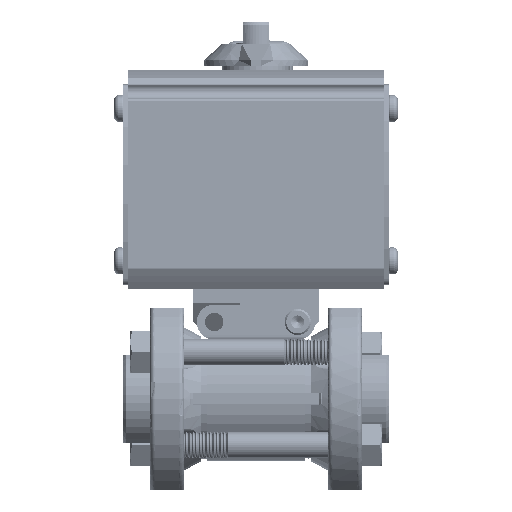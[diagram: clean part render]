
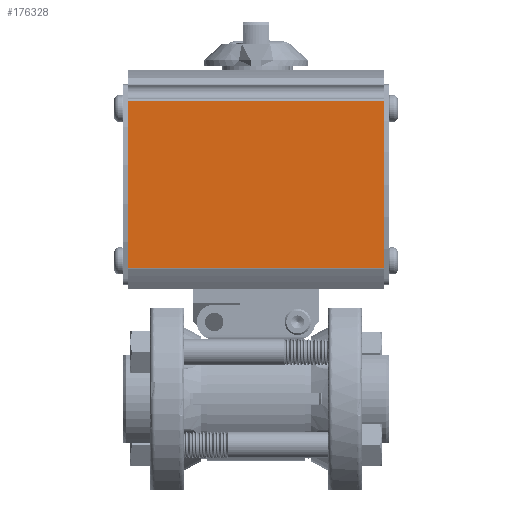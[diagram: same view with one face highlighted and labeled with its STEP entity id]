
A CAD part, top view. The second image highlights one B-rep face of the part: STEP entity #176328.
In plain terms, the highlighted planar face has unit normal (0, 0, 1).
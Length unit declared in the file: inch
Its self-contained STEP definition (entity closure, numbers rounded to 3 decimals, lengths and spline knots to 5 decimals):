
#1019 = ORIENTED_EDGE ( 'NONE', *, *, #116446, .F. ) ;
#2503 = EDGE_CURVE ( 'NONE', #21988, #171073, #169151, .T. ) ;
#6797 = VECTOR ( 'NONE', #104740, 39.37008 ) ;
#21988 = VERTEX_POINT ( 'NONE', #53785 ) ;
#23065 = VECTOR ( 'NONE', #175751, 39.37008 ) ;
#24126 = CARTESIAN_POINT ( 'NONE',  ( -1.5275, 3.56213, 1.17 ) ) ;
#24406 = EDGE_CURVE ( 'NONE', #106474, #168717, #27941, .T. ) ;
#27941 = LINE ( 'NONE', #128744, #23065 ) ;
#30532 = EDGE_LOOP ( 'NONE', ( #1019, #35932, #141123, #191390 ) ) ;
#35932 = ORIENTED_EDGE ( 'NONE', *, *, #24406, .T. ) ;
#36373 = FACE_OUTER_BOUND ( 'NONE', #30532, .T. ) ;
#53785 = CARTESIAN_POINT ( 'NONE',  ( -1.5275, 1.56787, 1.17 ) ) ;
#56679 = DIRECTION ( 'NONE',  ( 0., 1., 0. ) ) ;
#59396 = CARTESIAN_POINT ( 'NONE',  ( 1.5275, 3.56213, 1.17 ) ) ;
#84299 = CARTESIAN_POINT ( 'NONE',  ( -5.04033, 3.5694, 1.17 ) ) ;
#84992 = LINE ( 'NONE', #198172, #6797 ) ;
#88063 = CARTESIAN_POINT ( 'NONE',  ( -1.5275, 3.5694, 1.17 ) ) ;
#94525 = EDGE_CURVE ( 'NONE', #21988, #168717, #103315, .T. ) ;
#99987 = DIRECTION ( 'NONE',  ( 0., -1., 0. ) ) ;
#103315 = LINE ( 'NONE', #88063, #186327 ) ;
#104510 = CARTESIAN_POINT ( 'NONE',  ( 1.5275, 1.56787, 1.17 ) ) ;
#104740 = DIRECTION ( 'NONE',  ( 0., -1., 0. ) ) ;
#106474 = VERTEX_POINT ( 'NONE', #59396 ) ;
#111579 = DIRECTION ( 'NONE',  ( 1., 0., 0. ) ) ;
#116446 = EDGE_CURVE ( 'NONE', #106474, #171073, #84992, .T. ) ;
#127741 = VECTOR ( 'NONE', #111579, 39.37008 ) ;
#128744 = CARTESIAN_POINT ( 'NONE',  ( -5.04033, 3.56213, 1.17 ) ) ;
#130759 = PLANE ( 'NONE',  #192160 ) ;
#141123 = ORIENTED_EDGE ( 'NONE', *, *, #94525, .F. ) ;
#168717 = VERTEX_POINT ( 'NONE', #24126 ) ;
#169151 = LINE ( 'NONE', #173600, #127741 ) ;
#171073 = VERTEX_POINT ( 'NONE', #104510 ) ;
#173600 = CARTESIAN_POINT ( 'NONE',  ( -5.04033, 1.56787, 1.17 ) ) ;
#175751 = DIRECTION ( 'NONE',  ( -1., 0., 0. ) ) ;
#176328 = ADVANCED_FACE ( 'NONE', ( #36373 ), #130759, .F. ) ;
#186327 = VECTOR ( 'NONE', #56679, 39.37008 ) ;
#191390 = ORIENTED_EDGE ( 'NONE', *, *, #2503, .T. ) ;
#192160 = AXIS2_PLACEMENT_3D ( 'NONE', #84299, #193471, #99987 ) ;
#193471 = DIRECTION ( 'NONE',  ( 0., 0., -1. ) ) ;
#198172 = CARTESIAN_POINT ( 'NONE',  ( 1.5275, 3.5694, 1.17 ) ) ;
